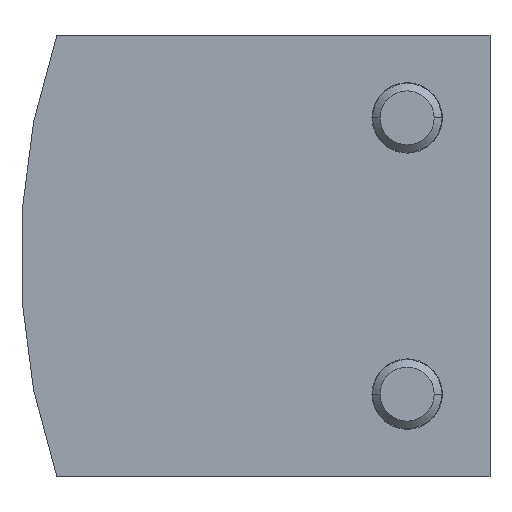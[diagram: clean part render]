
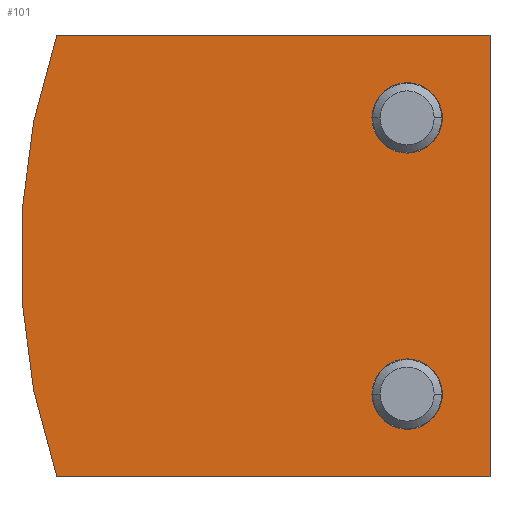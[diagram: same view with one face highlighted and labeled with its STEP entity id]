
A CAD part, left-side view. The second image highlights one B-rep face of the part: STEP entity #101.
In plain terms, the highlighted planar face has unit normal (-1, 0, 0).
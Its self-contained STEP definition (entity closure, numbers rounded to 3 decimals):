
#101=ADVANCED_FACE('',(#226,#227,#228),#229,.F.);
#226=FACE_BOUND('',#395,.T.);
#227=FACE_BOUND('',#396,.T.);
#228=FACE_OUTER_BOUND('',#397,.T.);
#229=PLANE('',#398);
#395=EDGE_LOOP('',(#584,#585));
#396=EDGE_LOOP('',(#586,#587));
#397=EDGE_LOOP('',(#588,#589,#590,#591));
#398=AXIS2_PLACEMENT_3D('',#592,#593,#594);
#584=ORIENTED_EDGE('',*,*,#984,.T.);
#585=ORIENTED_EDGE('',*,*,#985,.T.);
#586=ORIENTED_EDGE('',*,*,#986,.T.);
#587=ORIENTED_EDGE('',*,*,#987,.T.);
#588=ORIENTED_EDGE('',*,*,#980,.F.);
#589=ORIENTED_EDGE('',*,*,#988,.F.);
#590=ORIENTED_EDGE('',*,*,#989,.F.);
#591=ORIENTED_EDGE('',*,*,#990,.F.);
#592=CARTESIAN_POINT('',(0.0,17.0,0.0));
#593=DIRECTION('',(1.0,0.0,0.0));
#594=DIRECTION('',(0.0,0.0,-1.0));
#980=EDGE_CURVE('',#1167,#1169,#1170,.T.);
#984=EDGE_CURVE('',#1175,#1176,#1177,.T.);
#985=EDGE_CURVE('',#1176,#1175,#1178,.T.);
#986=EDGE_CURVE('',#1179,#1180,#1181,.T.);
#987=EDGE_CURVE('',#1180,#1179,#1182,.T.);
#988=EDGE_CURVE('',#1183,#1167,#1184,.T.);
#989=EDGE_CURVE('',#1185,#1183,#1186,.T.);
#990=EDGE_CURVE('',#1169,#1185,#1187,.T.);
#1167=VERTEX_POINT('',#1476);
#1169=VERTEX_POINT('',#1479);
#1170=CIRCLE('',#1480,50.0);
#1175=VERTEX_POINT('',#1486);
#1176=VERTEX_POINT('',#1487);
#1177=CIRCLE('',#1488,2.55);
#1178=CIRCLE('',#1489,2.55);
#1179=VERTEX_POINT('',#1490);
#1180=VERTEX_POINT('',#1491);
#1181=CIRCLE('',#1492,2.55);
#1182=CIRCLE('',#1493,2.55);
#1183=VERTEX_POINT('',#1494);
#1184=LINE('',#1495,#1496);
#1185=VERTEX_POINT('',#1497);
#1186=LINE('',#1498,#1499);
#1187=LINE('',#1500,#1501);
#1476=CARTESIAN_POINT('',(0.0,31.371,-16.0));
#1479=CARTESIAN_POINT('',(0.0,31.371,16.0));
#1480=AXIS2_PLACEMENT_3D('',#1785,#1786,#1787);
#1486=CARTESIAN_POINT('',(0.,6.0,7.45));
#1487=CARTESIAN_POINT('',(0.0,6.0,12.55));
#1488=AXIS2_PLACEMENT_3D('',#1792,#1793,#1794);
#1489=AXIS2_PLACEMENT_3D('',#1795,#1796,#1797);
#1490=CARTESIAN_POINT('',(0.,6.0,-12.55));
#1491=CARTESIAN_POINT('',(0.0,6.0,-7.45));
#1492=AXIS2_PLACEMENT_3D('',#1798,#1799,#1800);
#1493=AXIS2_PLACEMENT_3D('',#1801,#1802,#1803);
#1494=CARTESIAN_POINT('',(0.0,0.0,-16.0));
#1495=CARTESIAN_POINT('',(0.0,17.0,-16.0));
#1496=VECTOR('',#1804,1.0);
#1497=CARTESIAN_POINT('',(0.0,0.0,16.0));
#1498=CARTESIAN_POINT('',(0.0,0.0,0.0));
#1499=VECTOR('',#1805,1.0);
#1500=CARTESIAN_POINT('',(0.0,17.0,16.0));
#1501=VECTOR('',#1806,1.0);
#1785=CARTESIAN_POINT('',(0.0,-16.0,0.0));
#1786=DIRECTION('',(1.0,0.0,0.0));
#1787=DIRECTION('',(0.0,0.0,-1.0));
#1792=CARTESIAN_POINT('',(0.0,6.0,10.));
#1793=DIRECTION('',(1.0,0.0,-0.0));
#1794=DIRECTION('',(0.0,0.0,1.0));
#1795=CARTESIAN_POINT('',(0.0,6.0,10.));
#1796=DIRECTION('',(1.0,0.0,-0.0));
#1797=DIRECTION('',(0.0,0.0,1.0));
#1798=CARTESIAN_POINT('',(0.0,6.0,-10.0));
#1799=DIRECTION('',(1.0,0.0,-0.0));
#1800=DIRECTION('',(0.0,0.0,1.0));
#1801=CARTESIAN_POINT('',(0.0,6.0,-10.0));
#1802=DIRECTION('',(1.0,0.0,-0.0));
#1803=DIRECTION('',(0.0,0.0,1.0));
#1804=DIRECTION('',(0.0,1.0,0.0));
#1805=DIRECTION('',(0.0,0.0,-1.0));
#1806=DIRECTION('',(0.0,-1.0,0.0));
